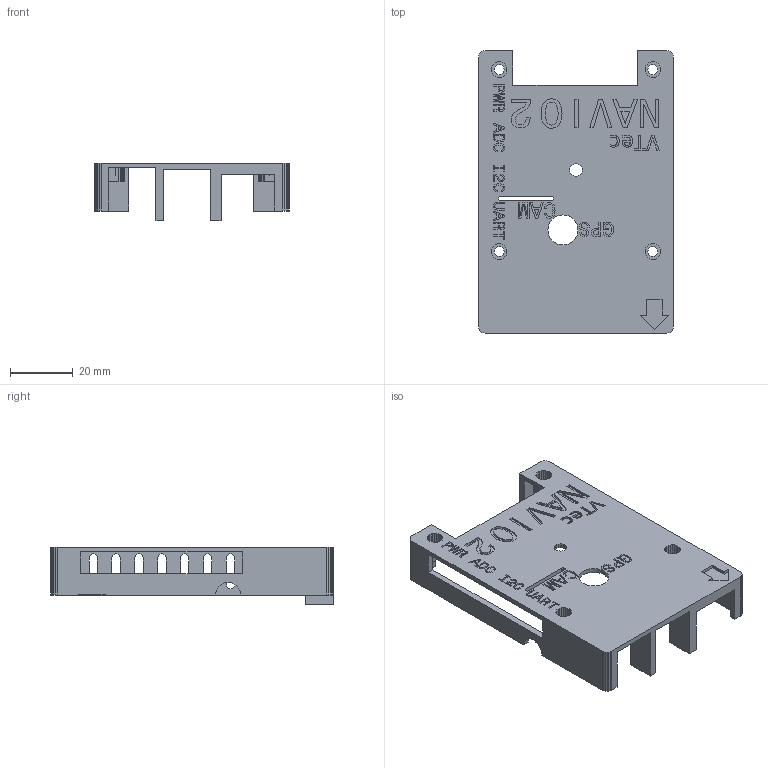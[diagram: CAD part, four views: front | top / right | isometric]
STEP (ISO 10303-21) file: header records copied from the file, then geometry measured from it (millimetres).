
FILE_DESCRIPTION (( 'STEP AP203' ), '1' );
FILE_NAME ('CaseT_Predeterminado_sldprt.STEP', '2024-03-22T16:13:18', ( '' ), ( '' ), 'SwSTEP 2.0', 'SolidWorks 2023', '' );
FILE_SCHEMA (( 'CONFIG_CONTROL_DESIGN' ));
Length unit declared in the file: millimetre
Products named in the file (1): CaseT_Predeterminado_sldprt
Bounding box: 62 x 90 x 18.45 mm (x, y, z)
Volume: 13126.1 mm3; surface area: 17632.5 mm2
Topology: 1 solids, 1 shells, 1214 faces, 3469 edges, 2301 vertices
Faces by surface type: plane 1193, bspline 17, cylinder 4
Entity records: 39648 total; most frequent: CARTESIAN_POINT 7914, ORIENTED_EDGE 6938, DIRECTION 5839, EDGE_CURVE 3469, LINE 3427, VECTOR 3427, VERTEX_POINT 2301, EDGE_LOOP 1288
